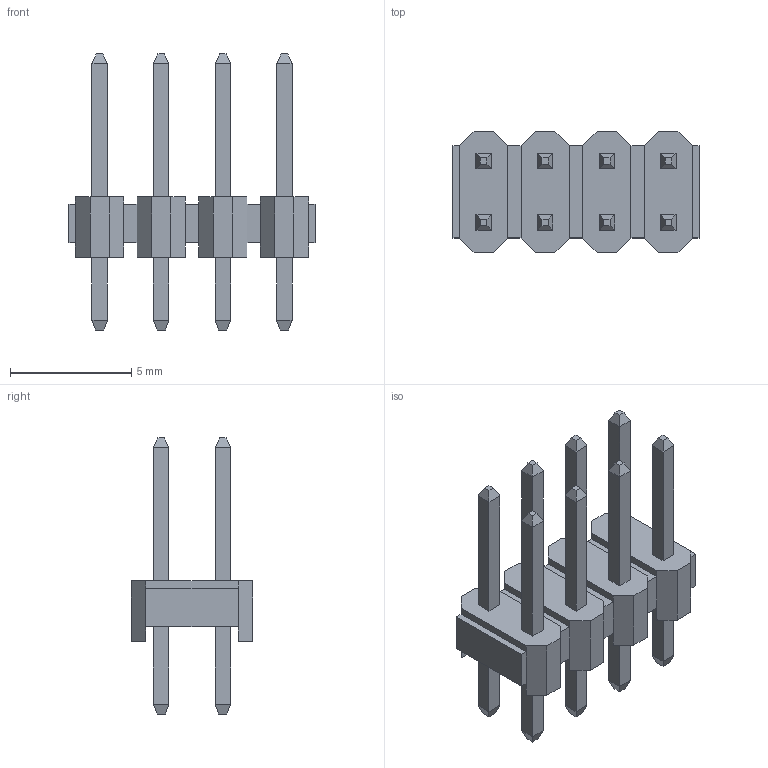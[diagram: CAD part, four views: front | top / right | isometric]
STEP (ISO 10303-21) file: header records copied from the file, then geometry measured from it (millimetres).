
FILE_DESCRIPTION (( 'STEP AP214' ), '1' );
FILE_NAME ('User Library-PLD-xx.STEP', '2017-11-30T07:58:31', ( '' ), ( '' ), 'SwSTEP 2.0', 'SolidWorks 2017', '' );
FILE_SCHEMA (( 'AUTOMOTIVE_DESIGN' ));
Length unit declared in the file: millimetre
Products named in the file (1): User Library-PLD-xx
Bounding box: 10.16 x 5 x 11.4 mm (x, y, z)
Volume: 117.6 mm3; surface area: 366.4 mm2
Topology: 1 solids, 2 shells, 220 faces, 504 edges, 304 vertices
Faces by surface type: plane 220
Entity records: 8392 total; most frequent: CARTESIAN_POINT 1029, ORIENTED_EDGE 1008, DIRECTION 946, LINE 504, VECTOR 504, EDGE_CURVE 504, VERTEX_POINT 304, EDGE_LOOP 236
